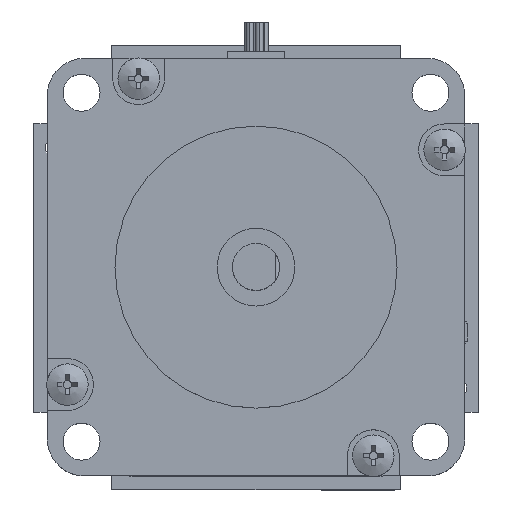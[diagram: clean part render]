
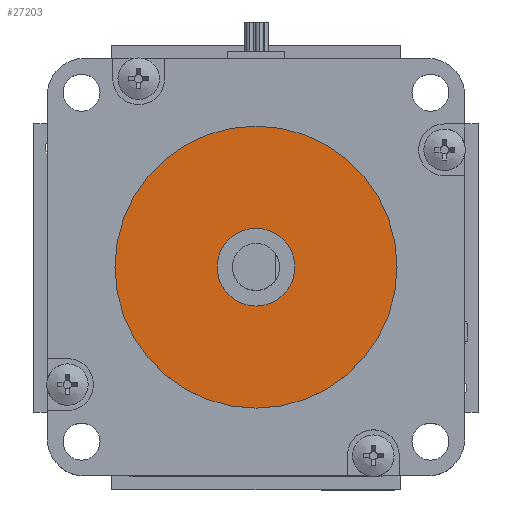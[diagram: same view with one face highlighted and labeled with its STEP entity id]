
A CAD part, top view. The second image highlights one B-rep face of the part: STEP entity #27203.
In plain terms, the highlighted planar face has unit normal (0, 0, 1).
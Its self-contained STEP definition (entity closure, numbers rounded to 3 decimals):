
#3 = DIRECTION ( 'NONE',  ( 0., 0., -1. ) ) ;
#2780 = AXIS2_PLACEMENT_3D ( 'NONE', #36763, #9792, #41238 ) ;
#3680 = CARTESIAN_POINT ( 'NONE',  ( 0., 0., 52.6 ) ) ;
#8152 = DIRECTION ( 'NONE',  ( -1., 0., 0. ) ) ;
#9792 = DIRECTION ( 'NONE',  ( 0., 0., -1. ) ) ;
#9899 = CARTESIAN_POINT ( 'NONE',  ( 0., 0., 52.6 ) ) ;
#11025 = AXIS2_PLACEMENT_3D ( 'NONE', #19397, #50885, #23912 ) ;
#14412 = DIRECTION ( 'NONE',  ( 1., 0., 0. ) ) ;
#15467 = CIRCLE ( 'NONE', #11025, 5.25 ) ;
#17356 = CIRCLE ( 'NONE', #2780, 19.05 ) ;
#18410 = ORIENTED_EDGE ( 'NONE', *, *, #50379, .T. ) ;
#18977 = ORIENTED_EDGE ( 'NONE', *, *, #41483, .T. ) ;
#19082 = ORIENTED_EDGE ( 'NONE', *, *, #55297, .F. ) ;
#19397 = CARTESIAN_POINT ( 'NONE',  ( 0., 0., 52.6 ) ) ;
#19835 = ORIENTED_EDGE ( 'NONE', *, *, #53559, .F. ) ;
#21524 = CARTESIAN_POINT ( 'NONE',  ( 19.05, 0., 52.6 ) ) ;
#22966 = CARTESIAN_POINT ( 'NONE',  ( -19.05, 0., 52.6 ) ) ;
#23054 = PLANE ( 'NONE',  #35379 ) ;
#23558 = VERTEX_POINT ( 'NONE', #22966 ) ;
#23912 = DIRECTION ( 'NONE',  ( -1., 0., 0. ) ) ;
#26359 = AXIS2_PLACEMENT_3D ( 'NONE', #26890, #3, #31437 ) ;
#26890 = CARTESIAN_POINT ( 'NONE',  ( 0., 0., 52.6 ) ) ;
#27203 = ADVANCED_FACE ( 'NONE', ( #35567, #47452 ), #23054, .T. ) ;
#27434 = CIRCLE ( 'NONE', #54566, 5.25 ) ;
#28694 = EDGE_LOOP ( 'NONE', ( #18410, #18977 ) ) ;
#31437 = DIRECTION ( 'NONE',  ( 1., 0., 0. ) ) ;
#35128 = DIRECTION ( 'NONE',  ( 0., 0., -1. ) ) ;
#35379 = AXIS2_PLACEMENT_3D ( 'NONE', #9899, #41337, #14412 ) ;
#35567 = FACE_BOUND ( 'NONE', #28694, .T. ) ;
#36763 = CARTESIAN_POINT ( 'NONE',  ( 0., 0., 52.6 ) ) ;
#38280 = VERTEX_POINT ( 'NONE', #21524 ) ;
#38896 = CARTESIAN_POINT ( 'NONE',  ( -5.25, 0., 52.6 ) ) ;
#41238 = DIRECTION ( 'NONE',  ( 1., 0., 0. ) ) ;
#41337 = DIRECTION ( 'NONE',  ( 0., 0., 1. ) ) ;
#41483 = EDGE_CURVE ( 'NONE', #47865, #55637, #27434, .T. ) ;
#47452 = FACE_OUTER_BOUND ( 'NONE', #51164, .T. ) ;
#47865 = VERTEX_POINT ( 'NONE', #49959 ) ;
#49959 = CARTESIAN_POINT ( 'NONE',  ( 5.25, 0., 52.6 ) ) ;
#50379 = EDGE_CURVE ( 'NONE', #55637, #47865, #15467, .T. ) ;
#50885 = DIRECTION ( 'NONE',  ( 0., 0., -1. ) ) ;
#51164 = EDGE_LOOP ( 'NONE', ( #19082, #19835 ) ) ;
#53559 = EDGE_CURVE ( 'NONE', #23558, #38280, #56414, .T. ) ;
#54566 = AXIS2_PLACEMENT_3D ( 'NONE', #3680, #35128, #8152 ) ;
#55297 = EDGE_CURVE ( 'NONE', #38280, #23558, #17356, .T. ) ;
#55637 = VERTEX_POINT ( 'NONE', #38896 ) ;
#56414 = CIRCLE ( 'NONE', #26359, 19.05 ) ;
